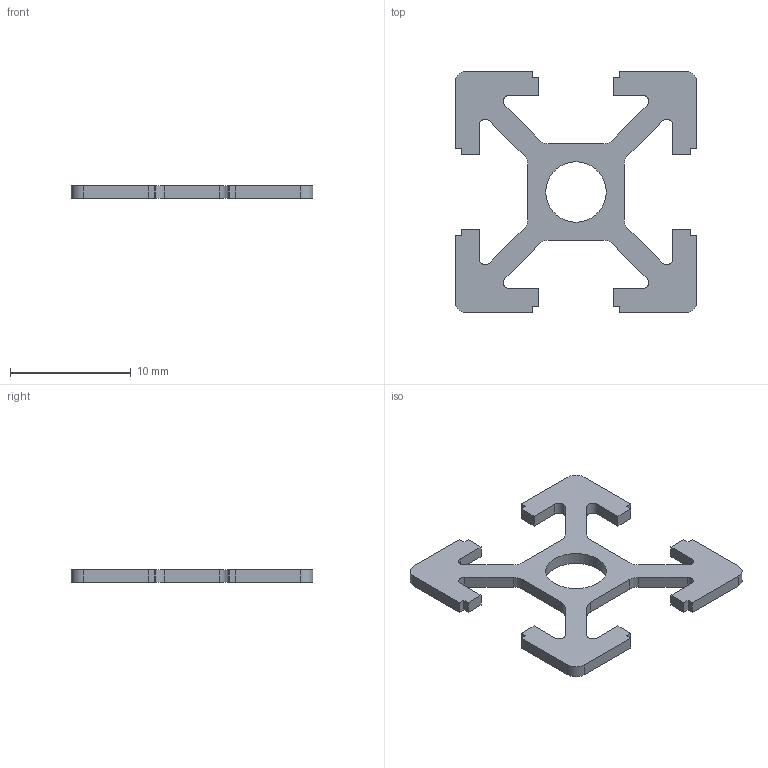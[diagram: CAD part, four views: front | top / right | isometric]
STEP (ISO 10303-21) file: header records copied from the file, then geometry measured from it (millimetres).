
FILE_DESCRIPTION(/* description */ ('Profilo 20x20 base'),/* implementation_level */ '2;1');
FILE_NAME(/* name */ 'PG2020.stp',/* time_stamp */ '2021-02-10T14:23:34+01:00',/* author */ ('daniele.berto'),/* organization */ (''),/* preprocessor_version */ 'ST-DEVELOPER v18.1',/* originating_system */ 'Autodesk Inventor 2021',/* authorisation */ '');
FILE_SCHEMA (('AUTOMOTIVE_DESIGN { 1 0 10303 214 3 1 1 }'));
Length unit declared in the file: millimetre
Products named in the file (1): PG2020---1,0
Bounding box: 20 x 20 x 1 mm (x, y, z)
Volume: 179.3 mm3; surface area: 529.6 mm2
Topology: 1 solids, 1 shells, 75 faces, 219 edges, 146 vertices
Faces by surface type: plane 54, cylinder 21
Full cylindrical faces by diameter (mm): 5 x1
Entity records: 2520 total; most frequent: CARTESIAN_POINT 441, ORIENTED_EDGE 438, DIRECTION 413, EDGE_CURVE 219, LINE 177, VECTOR 177, VERTEX_POINT 146, AXIS2_PLACEMENT_3D 118
